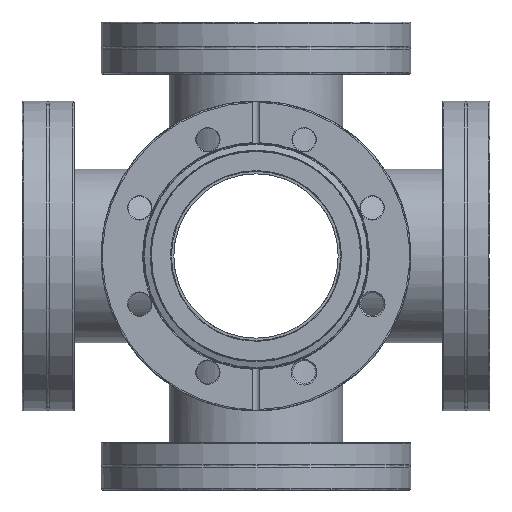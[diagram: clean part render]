
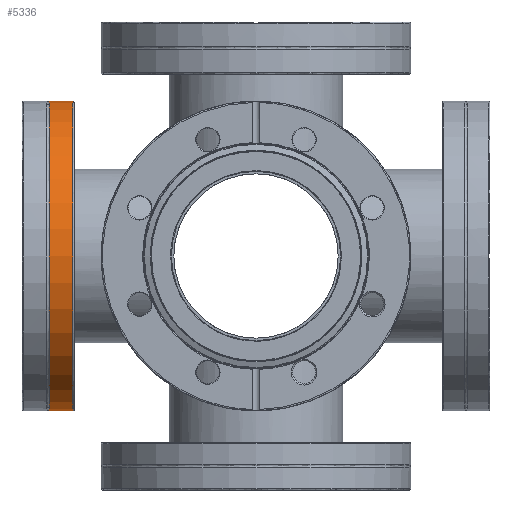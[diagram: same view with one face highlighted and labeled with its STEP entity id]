
A CAD part, front view. The second image highlights one B-rep face of the part: STEP entity #5336.
In plain terms, the highlighted cylindrical face has radius 56.75 mm (diameter 113.5 mm), a full revolution.
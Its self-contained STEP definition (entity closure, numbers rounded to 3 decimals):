
#514 = CARTESIAN_POINT ( 'NONE',  ( 0., 0.5, -56.75 ) ) ;
#2811 = DIRECTION ( 'NONE',  ( 0., 0., 1. ) ) ;
#3173 = EDGE_LOOP ( 'NONE', ( #12093 ) ) ;
#3211 = CIRCLE ( 'NONE', #14681, 56.75 ) ;
#3816 = VERTEX_POINT ( 'NONE', #17001 ) ;
#5336 = ADVANCED_FACE ( 'NONE', ( #5406, #12208 ), #6904, .T. ) ;
#5406 = FACE_OUTER_BOUND ( 'NONE', #3173, .T. ) ;
#5475 = CARTESIAN_POINT ( 'NONE',  ( 0., 9.063, 0. ) ) ;
#6904 = CYLINDRICAL_SURFACE ( 'NONE', #7815, 56.75 ) ;
#6975 = CIRCLE ( 'NONE', #12817, 56.75 ) ;
#6996 = EDGE_CURVE ( 'NONE', #3816, #3816, #6975, .T. ) ;
#7735 = DIRECTION ( 'NONE',  ( 0., 0., 1. ) ) ;
#7815 = AXIS2_PLACEMENT_3D ( 'NONE', #9863, #7900, #7735 ) ;
#7900 = DIRECTION ( 'NONE',  ( 0., 1., 0. ) ) ;
#8334 = EDGE_CURVE ( 'NONE', #11240, #11240, #3211, .T. ) ;
#9863 = CARTESIAN_POINT ( 'NONE',  ( 0., 0., 0. ) ) ;
#11055 = DIRECTION ( 'NONE',  ( 0., -1., 0. ) ) ;
#11240 = VERTEX_POINT ( 'NONE', #514 ) ;
#11797 = ORIENTED_EDGE ( 'NONE', *, *, #8334, .F. ) ;
#12008 = DIRECTION ( 'NONE',  ( 0., 0., -1. ) ) ;
#12093 = ORIENTED_EDGE ( 'NONE', *, *, #6996, .T. ) ;
#12208 = FACE_OUTER_BOUND ( 'NONE', #14002, .T. ) ;
#12817 = AXIS2_PLACEMENT_3D ( 'NONE', #5475, #11055, #2811 ) ;
#13194 = DIRECTION ( 'NONE',  ( 0., -1., 0. ) ) ;
#14002 = EDGE_LOOP ( 'NONE', ( #11797 ) ) ;
#14681 = AXIS2_PLACEMENT_3D ( 'NONE', #17208, #13194, #12008 ) ;
#17001 = CARTESIAN_POINT ( 'NONE',  ( 0., 9.063, 56.75 ) ) ;
#17208 = CARTESIAN_POINT ( 'NONE',  ( 0., 0.5, 0. ) ) ;
